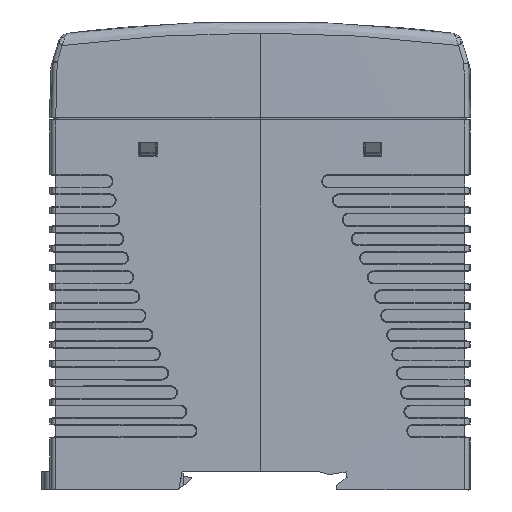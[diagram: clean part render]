
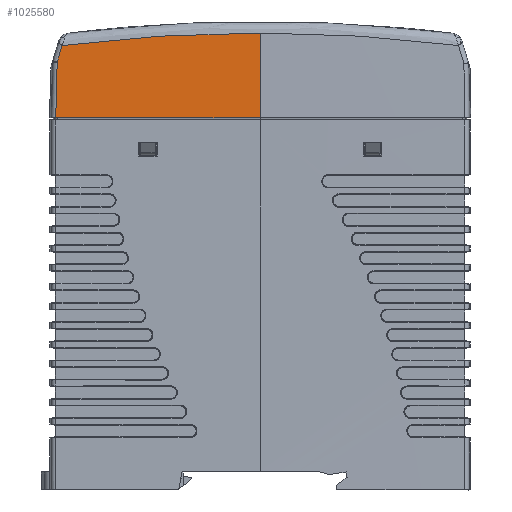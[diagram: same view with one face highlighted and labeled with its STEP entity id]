
A CAD part, left-side view. The second image highlights one B-rep face of the part: STEP entity #1025580.
In plain terms, the highlighted conical face has half-angle 1 degrees and reference radius 3367.33 mm.
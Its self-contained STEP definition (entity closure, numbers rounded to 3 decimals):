
#1005400=CARTESIAN_POINT('',(-19.825,0.05,
58.404));
#1005410=VERTEX_POINT('',#1005400);
#1005440=CARTESIAN_POINT('',(-19.606,42.298,
55.74));
#1005450=CARTESIAN_POINT('',(-19.679,35.299,
56.625));
#1005460=CARTESIAN_POINT('',(-19.785,21.252,
57.957));
#1005470=CARTESIAN_POINT('',(-19.825,7.115,
58.403));
#1005480=CARTESIAN_POINT('',(-19.825,0.05,
58.404));
#1005490=B_SPLINE_CURVE_WITH_KNOTS('',3,(#1005440,#1005450,#1005460,
#1005470,#1005480),.UNSPECIFIED.,.F.,.F.,(4,1,4),(0.,0.5,1.)
,.UNSPECIFIED.);
#1005500=CARTESIAN_POINT('',(-19.606,42.298,
55.74));
#1005510=VERTEX_POINT('',#1005500);
#1005520=EDGE_CURVE('',#1005510,#1005410,#1005490,.T.);
#1014270=CARTESIAN_POINT('',(-19.655,43.36,
52.18));
#1014280=VERTEX_POINT('',#1014270);
#1025210=CARTESIAN_POINT('',(3347.514,0.05,
58.765));
#1025220=DIRECTION('',(0.,0.,-1.));
#1025230=DIRECTION('',(-1.,0.,0.));
#1025240=AXIS2_PLACEMENT_3D('',#1025210,#1025220,#1025230);
#1025250=CONICAL_SURFACE('',#1025240,3367.333,0.017
);
#1025260=CARTESIAN_POINT('',(-19.818,0.05,
58.765));
#1025270=DIRECTION('',(-0.017,0.,-1.));
#1025280=VECTOR('',#1025270,1.);
#1025290=LINE('',#1025260,#1025280);
#1025300=CARTESIAN_POINT('',(-20.14,0.05,
40.36));
#1025310=VERTEX_POINT('',#1025300);
#1025320=EDGE_CURVE('',#1005410,#1025310,#1025290,.T.);
#1025330=ORIENTED_EDGE('',*,*,#1025320,.F.);
#1025340=CARTESIAN_POINT('',(3347.514,0.05,
40.36));
#1025350=DIRECTION('',(0.,0.,1.));
#1025360=DIRECTION('',(-1.,0.,0.));
#1025370=AXIS2_PLACEMENT_3D('',#1025340,#1025350,#1025360);
#1025380=CIRCLE('',#1025370,3367.654);
#1025390=CARTESIAN_POINT('',(-19.857,43.662,
40.36));
#1025400=VERTEX_POINT('',#1025390);
#1025410=EDGE_CURVE('',#1025400,#1025310,#1025380,.T.);
#1025420=ORIENTED_EDGE('',*,*,#1025410,.T.);
#1025430=CARTESIAN_POINT('',(-19.857,43.662,40.36
));
#1025440=DIRECTION('',(0.017,-0.026,
1.));
#1025450=VECTOR('',#1025440,1.);
#1025460=LINE('',#1025430,#1025450);
#1025470=EDGE_CURVE('',#1025400,#1014280,#1025460,.T.);
#1025480=ORIENTED_EDGE('',*,*,#1025470,.F.);
#1025490=CARTESIAN_POINT('',(-19.655,43.36,
52.18));
#1025500=DIRECTION('',(0.013,-0.286,
0.958));
#1025510=VECTOR('',#1025500,1.);
#1025520=LINE('',#1025490,#1025510);
#1025530=EDGE_CURVE('',#1014280,#1005510,#1025520,.T.);
#1025540=ORIENTED_EDGE('',*,*,#1025530,.F.);
#1025550=ORIENTED_EDGE('',*,*,#1005520,.F.);
#1025560=EDGE_LOOP('',(#1025550,#1025540,#1025480,#1025420,#1025330));
#1025570=FACE_OUTER_BOUND('',#1025560,.T.);
#1025580=ADVANCED_FACE('',(#1025570),#1025250,.T.);
